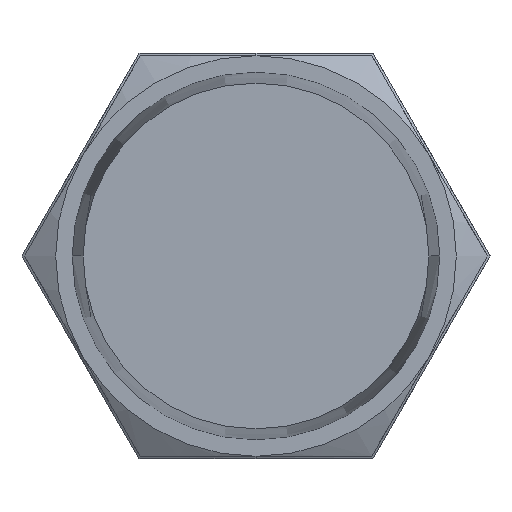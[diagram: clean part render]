
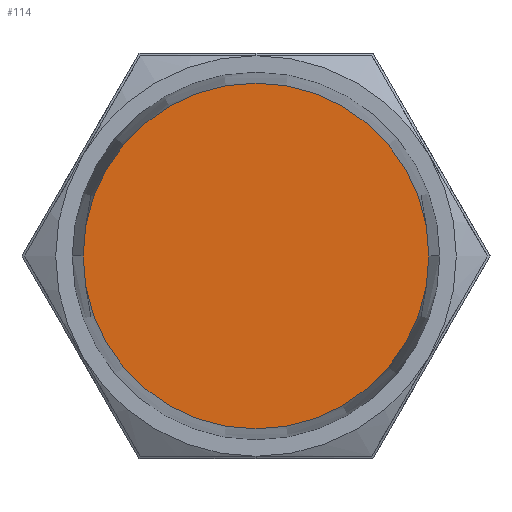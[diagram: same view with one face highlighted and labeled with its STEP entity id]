
A CAD part, front view. The second image highlights one B-rep face of the part: STEP entity #114.
In plain terms, the highlighted planar face has unit normal (0, -1, 0).
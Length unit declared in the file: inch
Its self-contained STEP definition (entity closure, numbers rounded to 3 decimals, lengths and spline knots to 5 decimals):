
#100 = ORIENTED_EDGE ( 'NONE', *, *, #122, .F. ) ;
#114 = ADVANCED_FACE ( 'NONE', ( #588 ), #625, .T. ) ;
#115 = ORIENTED_EDGE ( 'NONE', *, *, #228, .F. ) ;
#120 = EDGE_LOOP ( 'NONE', ( #115, #100 ) ) ;
#122 = EDGE_CURVE ( 'NONE', #227, #229, #611, .T. ) ;
#227 = VERTEX_POINT ( 'NONE', #1002 ) ;
#228 = EDGE_CURVE ( 'NONE', #229, #227, #959, .T. ) ;
#229 = VERTEX_POINT ( 'NONE', #939 ) ;
#588 = FACE_OUTER_BOUND ( 'NONE', #120, .T. ) ;
#591 = CARTESIAN_POINT ( 'NONE',  ( 0., -1.98929, 0. ) ) ;
#605 = DIRECTION ( 'NONE',  ( -1., 0., 0. ) ) ;
#606 = DIRECTION ( 'NONE',  ( 0., 1., 0. ) ) ;
#607 = CARTESIAN_POINT ( 'NONE',  ( 0., -1.98929, 0. ) ) ;
#608 = AXIS2_PLACEMENT_3D ( 'NONE', #607, #606, #605 ) ;
#611 = CIRCLE ( 'NONE', #608, 0.37322 ) ;
#612 = DIRECTION ( 'NONE',  ( 1., 0., 0. ) ) ;
#613 = DIRECTION ( 'NONE',  ( 0., -1., 0. ) ) ;
#615 = AXIS2_PLACEMENT_3D ( 'NONE', #591, #613, #612 ) ;
#625 = PLANE ( 'NONE',  #615 ) ;
#939 = CARTESIAN_POINT ( 'NONE',  ( -0.37322, -1.98929, 0. ) ) ;
#959 = CIRCLE ( 'NONE', #1000, 0.37322 ) ;
#991 = DIRECTION ( 'NONE',  ( -1., 0., 0. ) ) ;
#992 = DIRECTION ( 'NONE',  ( 0., 1., 0. ) ) ;
#999 = CARTESIAN_POINT ( 'NONE',  ( 0., -1.98929, 0. ) ) ;
#1000 = AXIS2_PLACEMENT_3D ( 'NONE', #999, #992, #991 ) ;
#1002 = CARTESIAN_POINT ( 'NONE',  ( 0.37322, -1.98929, 0. ) ) ;
